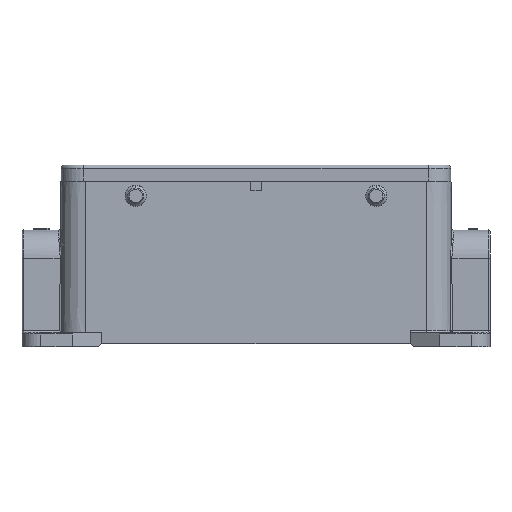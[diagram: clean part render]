
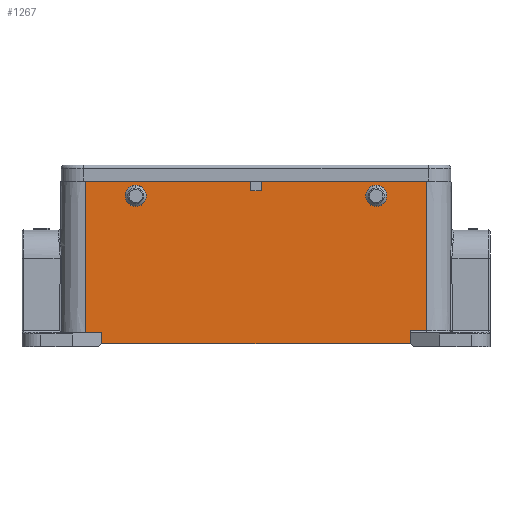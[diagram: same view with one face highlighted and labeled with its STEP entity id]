
A CAD part, left-side view. The second image highlights one B-rep face of the part: STEP entity #1267.
In plain terms, the highlighted planar face has unit normal (-1, 0, 0.009).
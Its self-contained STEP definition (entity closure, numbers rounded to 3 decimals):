
#58=ELLIPSE('',#9193,1.5,1.5);
#59=ELLIPSE('',#9194,1.5,1.5);
#526=PLANE('',#9195);
#614=FACE_BOUND('',#2264,.T.);
#615=FACE_BOUND('',#2265,.T.);
#616=FACE_BOUND('',#2266,.T.);
#1267=ADVANCED_FACE('',(#614,#615,#616),#526,.T.);
#2264=EDGE_LOOP('',(#5754));
#2265=EDGE_LOOP('',(#5755));
#2266=EDGE_LOOP('',(#5756,#5757,#5758,#5759,#5760,#5761,#5762,#5763,#5764,
#5765,#5766,#5767));
#2708=LINE('',#13624,#3348);
#2763=LINE('',#14083,#3403);
#2768=LINE('',#14097,#3408);
#2776=LINE('',#14126,#3416);
#2779=LINE('',#14133,#3419);
#2920=LINE('',#14845,#3560);
#2935=LINE('',#14999,#3575);
#2938=LINE('',#15024,#3578);
#2939=LINE('',#15030,#3579);
#2940=LINE('',#15032,#3580);
#2941=LINE('',#15033,#3581);
#2942=LINE('',#15035,#3582);
#3348=VECTOR('',#10741,1.);
#3403=VECTOR('',#10954,1.);
#3408=VECTOR('',#10967,1.);
#3416=VECTOR('',#10993,1.);
#3419=VECTOR('',#10998,1.);
#3560=VECTOR('',#11381,1.);
#3575=VECTOR('',#11434,1.);
#3578=VECTOR('',#11463,1.);
#3579=VECTOR('',#11470,1.);
#3580=VECTOR('',#11471,1.);
#3581=VECTOR('',#11472,1.);
#3582=VECTOR('',#11473,1.);
#5754=ORIENTED_EDGE('',*,*,#7934,.T.);
#5755=ORIENTED_EDGE('',*,*,#7935,.T.);
#5756=ORIENTED_EDGE('',*,*,#7922,.T.);
#5757=ORIENTED_EDGE('',*,*,#7936,.T.);
#5758=ORIENTED_EDGE('',*,*,#7937,.T.);
#5759=ORIENTED_EDGE('',*,*,#7522,.T.);
#5760=ORIENTED_EDGE('',*,*,#7938,.F.);
#5761=ORIENTED_EDGE('',*,*,#7939,.T.);
#5762=ORIENTED_EDGE('',*,*,#7639,.T.);
#5763=ORIENTED_EDGE('',*,*,#7646,.F.);
#5764=ORIENTED_EDGE('',*,*,#7658,.F.);
#5765=ORIENTED_EDGE('',*,*,#7661,.T.);
#5766=ORIENTED_EDGE('',*,*,#7892,.T.);
#5767=ORIENTED_EDGE('',*,*,#7933,.T.);
#6494=VERTEX_POINT('',#13623);
#6495=VERTEX_POINT('',#13625);
#6571=VERTEX_POINT('',#14082);
#6572=VERTEX_POINT('',#14084);
#6576=VERTEX_POINT('',#14096);
#6583=VERTEX_POINT('',#14127);
#6585=VERTEX_POINT('',#14132);
#6738=VERTEX_POINT('',#14844);
#6753=VERTEX_POINT('',#14998);
#6754=VERTEX_POINT('',#15000);
#6759=VERTEX_POINT('',#15027);
#6760=VERTEX_POINT('',#15029);
#6761=VERTEX_POINT('',#15031);
#6762=VERTEX_POINT('',#15034);
#7522=EDGE_CURVE('',#6495,#6494,#2708,.T.);
#7639=EDGE_CURVE('',#6572,#6571,#2763,.T.);
#7646=EDGE_CURVE('',#6576,#6571,#2768,.T.);
#7658=EDGE_CURVE('',#6583,#6576,#2776,.T.);
#7661=EDGE_CURVE('',#6583,#6585,#2779,.T.);
#7892=EDGE_CURVE('',#6585,#6738,#2920,.T.);
#7922=EDGE_CURVE('',#6754,#6753,#2935,.T.);
#7933=EDGE_CURVE('',#6738,#6754,#2938,.T.);
#7934=EDGE_CURVE('',#6759,#6759,#58,.T.);
#7935=EDGE_CURVE('',#6760,#6760,#59,.T.);
#7936=EDGE_CURVE('',#6753,#6761,#2939,.T.);
#7937=EDGE_CURVE('',#6761,#6495,#2940,.T.);
#7938=EDGE_CURVE('',#6762,#6494,#2941,.T.);
#7939=EDGE_CURVE('',#6762,#6572,#2942,.T.);
#9193=AXIS2_PLACEMENT_3D('',#15026,#11466,#11467);
#9194=AXIS2_PLACEMENT_3D('',#15028,#11468,#11469);
#9195=AXIS2_PLACEMENT_3D('',#15036,#11474,#11475);
#10741=DIRECTION('',(0.,1.,0.));
#10954=DIRECTION('',(-0.009,0.,-1.));
#10967=DIRECTION('',(0.,1.,0.));
#10993=DIRECTION('',(0.009,0.,1.));
#10998=DIRECTION('',(0.,-1.,0.));
#11381=DIRECTION('',(0.009,0.,1.));
#11434=DIRECTION('',(0.009,0.,1.));
#11463=DIRECTION('',(0.,-1.,0.));
#11466=DIRECTION('',(1.,0.,-0.009));
#11467=DIRECTION('',(-0.009,0.,-1.));
#11468=DIRECTION('',(1.,0.,-0.009));
#11469=DIRECTION('',(-0.009,0.,-1.));
#11470=DIRECTION('',(0.,1.,0.));
#11471=DIRECTION('',(-0.009,0.,-1.));
#11472=DIRECTION('',(-0.009,0.,-1.));
#11473=DIRECTION('',(0.,1.,0.));
#11474=DIRECTION('',(-1.,0.,0.009));
#11475=DIRECTION('',(0.,1.,0.));
#13623=CARTESIAN_POINT('',(-21.526,1.6,48.));
#13624=CARTESIAN_POINT('',(-21.526,-1.6,48.));
#13625=CARTESIAN_POINT('',(-21.526,-1.6,48.));
#14082=CARTESIAN_POINT('',(-21.906,52.5,4.5));
#14083=CARTESIAN_POINT('',(-21.5,52.5,51.));
#14084=CARTESIAN_POINT('',(-21.5,52.5,51.));
#14096=CARTESIAN_POINT('',(-21.906,47.5,4.5));
#14097=CARTESIAN_POINT('',(-21.906,47.5,4.5));
#14126=CARTESIAN_POINT('',(-21.936,47.5,1.));
#14127=CARTESIAN_POINT('',(-21.936,47.5,1.));
#14132=CARTESIAN_POINT('',(-21.936,-47.5,1.));
#14133=CARTESIAN_POINT('',(-21.936,47.5,1.));
#14844=CARTESIAN_POINT('',(-21.901,-47.5,4.996));
#14845=CARTESIAN_POINT('',(-21.936,-47.5,1.));
#14998=CARTESIAN_POINT('',(-21.5,-52.5,51.));
#14999=CARTESIAN_POINT('',(-21.901,-52.5,4.996));
#15000=CARTESIAN_POINT('',(-21.901,-52.5,4.996));
#15024=CARTESIAN_POINT('',(-21.901,-47.5,4.996));
#15026=CARTESIAN_POINT('',(-21.539,37.,46.5));
#15027=CARTESIAN_POINT('',(-21.552,37.,45.));
#15028=CARTESIAN_POINT('',(-21.539,-37.,46.5));
#15029=CARTESIAN_POINT('',(-21.552,-37.,45.));
#15030=CARTESIAN_POINT('',(-21.5,-52.5,51.));
#15031=CARTESIAN_POINT('',(-21.5,-1.6,51.));
#15032=CARTESIAN_POINT('',(-21.5,-1.6,51.));
#15033=CARTESIAN_POINT('',(-21.5,1.6,51.));
#15034=CARTESIAN_POINT('',(-21.5,1.6,51.));
#15035=CARTESIAN_POINT('',(-21.5,1.6,51.));
#15036=CARTESIAN_POINT('',(-21.5,55.148,51.));
